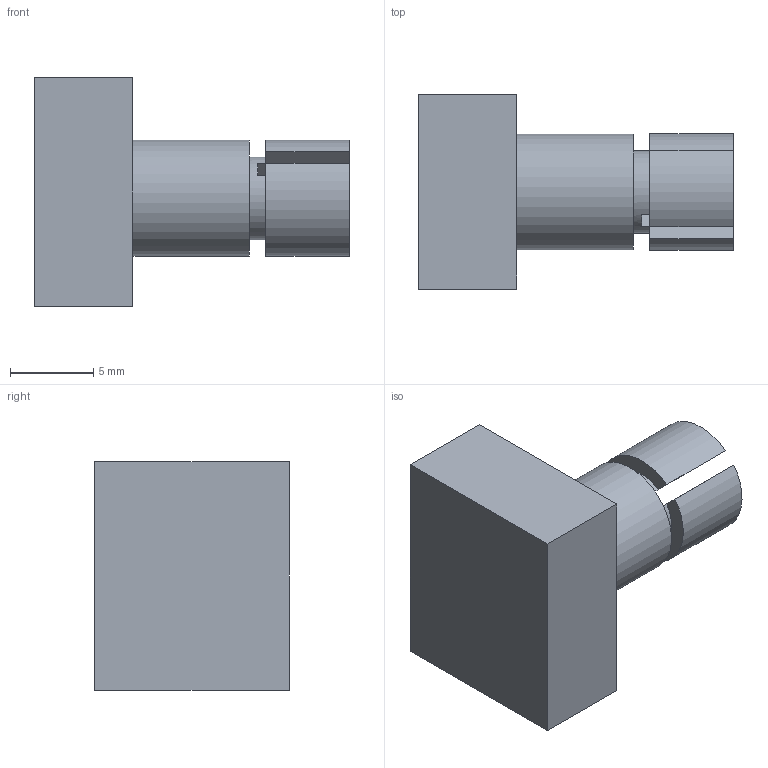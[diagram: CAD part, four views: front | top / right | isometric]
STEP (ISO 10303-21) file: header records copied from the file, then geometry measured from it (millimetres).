
FILE_DESCRIPTION(('FreeCAD Model'),'2;1');
FILE_NAME('EN11-VNB1BQ15.step', '2019-11-01T14:45:33',('Author'),(''), 'Open CASCADE STEP processor 7.3','FreeCAD','Unknown');
FILE_SCHEMA(('AUTOMOTIVE_DESIGN { 1 0 10303 214 1 1 1 1 }'));
Length unit declared in the file: millimetre
Products named in the file (1): Matrix_Union
Bounding box: 18.9 x 11.7 x 13.75 mm (x, y, z)
Volume: 1393.2 mm3; surface area: 998.5 mm2
Topology: 1 solids, 1 shells, 19 faces, 45 edges, 30 vertices
Faces by surface type: plane 14, cylinder 5
Full cylindrical faces by diameter (mm): 5 x1, 7 x1
Entity records: 574 total; most frequent: DIRECTION 99, CARTESIAN_POINT 95, ORIENTED_EDGE 90, EDGE_CURVE 45, AXIS2_PLACEMENT_3D 34, LINE 31, VECTOR 31, VERTEX_POINT 30
